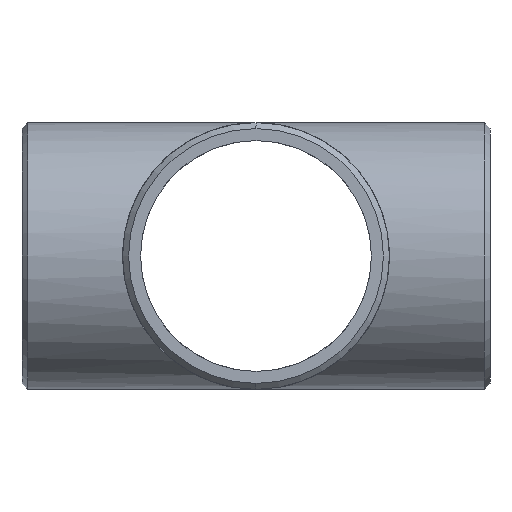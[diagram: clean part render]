
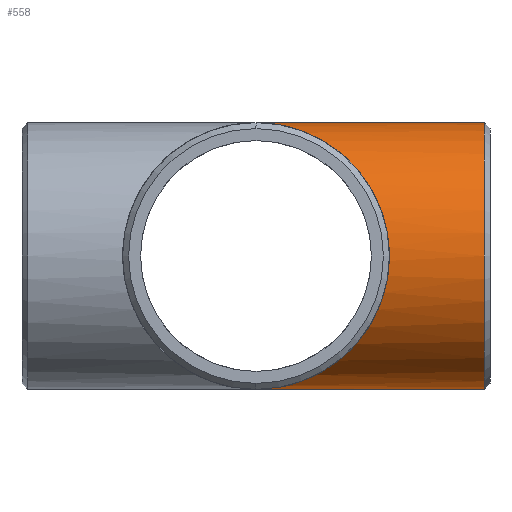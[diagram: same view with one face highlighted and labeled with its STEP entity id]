
A CAD part, left-side view. The second image highlights one B-rep face of the part: STEP entity #558.
In plain terms, the highlighted cylindrical face has radius 70.65 mm (diameter 141.3 mm), a partial arc.
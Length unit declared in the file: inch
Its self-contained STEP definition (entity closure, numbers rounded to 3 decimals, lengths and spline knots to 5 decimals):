
#24 = CARTESIAN_POINT ( 'NONE',  ( 0., 0., 2.7815 ) ) ;
#37 = CARTESIAN_POINT ( 'NONE',  ( 0., 0., -2.7815 ) ) ;
#47 = CARTESIAN_POINT ( 'NONE',  ( 0., 0., -2.7815 ) ) ;
#90 = DIRECTION ( 'NONE',  ( 0., 0., -1. ) ) ;
#100 = CARTESIAN_POINT ( 'NONE',  ( 0., -4.88, 2.7815 ) ) ;
#113 = VERTEX_POINT ( 'NONE', #688 ) ;
#115 = VECTOR ( 'NONE', #490, 39.37008 ) ;
#250 = EDGE_CURVE ( 'NONE', #416, #523, #574, .T. ) ;
#261 = DIRECTION ( 'NONE',  ( 0., 1., 0. ) ) ;
#278 = DIRECTION ( 'NONE',  ( 0., 0., -1. ) ) ;
#280 = DIRECTION ( 'NONE',  ( 0., 1., 0. ) ) ;
#295 = CARTESIAN_POINT ( 'NONE',  ( 0., -4.755, 0. ) ) ;
#303 = AXIS2_PLACEMENT_3D ( 'NONE', #721, #642, #90 ) ;
#361 = CARTESIAN_POINT ( 'NONE',  ( 0., -4.755, -2.7815 ) ) ;
#363 = EDGE_LOOP ( 'NONE', ( #544, #494, #563, #761 ) ) ;
#384 = VERTEX_POINT ( 'NONE', #361 ) ;
#387 = FACE_OUTER_BOUND ( 'NONE', #363, .T. ) ;
#402 = CARTESIAN_POINT ( 'NONE',  ( -5.563, -5.563, 2.7815 ) ) ;
#416 = VERTEX_POINT ( 'NONE', #47 ) ;
#422 = CIRCLE ( 'NONE', #554, 2.7815 ) ;
#460 = CYLINDRICAL_SURFACE ( 'NONE', #303, 2.7815 ) ;
#465 = EDGE_CURVE ( 'NONE', #384, #113, #422, .T. ) ;
#477 = LINE ( 'NONE', #100, #115 ) ;
#490 = DIRECTION ( 'NONE',  ( 0., 1., 0. ) ) ;
#494 = ORIENTED_EDGE ( 'NONE', *, *, #713, .T. ) ;
#523 = VERTEX_POINT ( 'NONE', #24 ) ;
#544 = ORIENTED_EDGE ( 'NONE', *, *, #465, .T. ) ;
#554 = AXIS2_PLACEMENT_3D ( 'NONE', #295, #261, #278 ) ;
#558 = ADVANCED_FACE ( 'NONE', ( #387 ), #460, .T. ) ;
#563 = ORIENTED_EDGE ( 'NONE', *, *, #250, .F. ) ;
#574 =( BOUNDED_CURVE ( )  B_SPLINE_CURVE ( 3, ( #37, #758, #402, #783 ),
 .UNSPECIFIED., .F., .T. ) 
 B_SPLINE_CURVE_WITH_KNOTS ( ( 4, 4 ),
 ( 4.71239, 7.85398 ),
 .UNSPECIFIED. ) 
 CURVE ( )  GEOMETRIC_REPRESENTATION_ITEM ( )  RATIONAL_B_SPLINE_CURVE ( ( 1., 0.333, 0.333, 1. ) ) 
 REPRESENTATION_ITEM ( '' )  );
#619 = EDGE_CURVE ( 'NONE', #384, #416, #784, .T. ) ;
#642 = DIRECTION ( 'NONE',  ( 0., 1., 0. ) ) ;
#688 = CARTESIAN_POINT ( 'NONE',  ( 0., -4.755, 2.7815 ) ) ;
#713 = EDGE_CURVE ( 'NONE', #113, #523, #477, .T. ) ;
#721 = CARTESIAN_POINT ( 'NONE',  ( 0., -4.88, 0. ) ) ;
#725 = CARTESIAN_POINT ( 'NONE',  ( 0., -4.88, -2.7815 ) ) ;
#758 = CARTESIAN_POINT ( 'NONE',  ( -5.563, -5.563, -2.7815 ) ) ;
#761 = ORIENTED_EDGE ( 'NONE', *, *, #619, .F. ) ;
#765 = VECTOR ( 'NONE', #280, 39.37008 ) ;
#783 = CARTESIAN_POINT ( 'NONE',  ( 0., 0., 2.7815 ) ) ;
#784 = LINE ( 'NONE', #725, #765 ) ;
